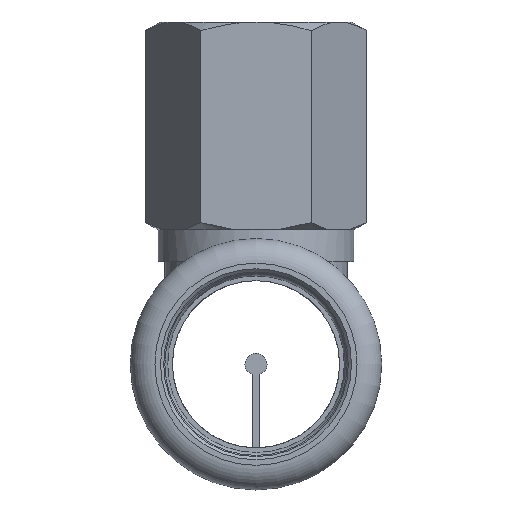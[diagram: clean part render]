
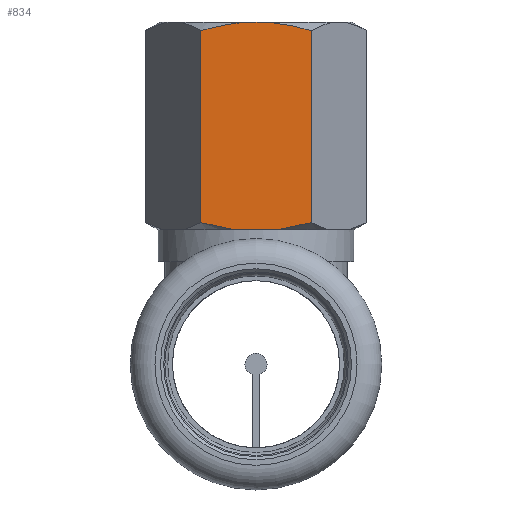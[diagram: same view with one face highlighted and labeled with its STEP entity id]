
A CAD part, left-side view. The second image highlights one B-rep face of the part: STEP entity #834.
In plain terms, the highlighted face is planar.
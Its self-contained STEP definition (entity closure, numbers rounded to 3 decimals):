
#38=(
BOUNDED_CURVE()
B_SPLINE_CURVE(2,(#1561,#1562,#1563),.UNSPECIFIED.,.F.,.F.)
B_SPLINE_CURVE_WITH_KNOTS((3,3),(0.,0.433),.UNSPECIFIED.)
CURVE()
GEOMETRIC_REPRESENTATION_ITEM()
RATIONAL_B_SPLINE_CURVE((1.,1.013,1.))
REPRESENTATION_ITEM($)
);
#39=(
BOUNDED_CURVE()
B_SPLINE_CURVE(2,(#1564,#1565,#1566),.UNSPECIFIED.,.F.,.F.)
B_SPLINE_CURVE_WITH_KNOTS((3,3),(0.703,1.406),
 .UNSPECIFIED.)
CURVE()
GEOMETRIC_REPRESENTATION_ITEM()
RATIONAL_B_SPLINE_CURVE((1.,1.038,1.))
REPRESENTATION_ITEM($)
);
#40=(
BOUNDED_CURVE()
B_SPLINE_CURVE(2,(#1568,#1569,#1570),.UNSPECIFIED.,.F.,.F.)
B_SPLINE_CURVE_WITH_KNOTS((3,3),(0.,0.703),.UNSPECIFIED.)
CURVE()
GEOMETRIC_REPRESENTATION_ITEM()
RATIONAL_B_SPLINE_CURVE((1.,1.038,1.))
REPRESENTATION_ITEM($)
);
#41=(
BOUNDED_CURVE()
B_SPLINE_CURVE(2,(#1573,#1574,#1575),.UNSPECIFIED.,.F.,.F.)
B_SPLINE_CURVE_WITH_KNOTS((3,3),(0.,0.433),.UNSPECIFIED.)
CURVE()
GEOMETRIC_REPRESENTATION_ITEM()
RATIONAL_B_SPLINE_CURVE((1.,1.013,1.))
REPRESENTATION_ITEM($)
);
#82=LINE($,#1503,#102);
#87=LINE($,#1556,#107);
#88=LINE($,#1572,#108);
#102=VECTOR($,#1150,5.4);
#107=VECTOR($,#1165,24.13);
#108=VECTOR($,#1168,24.13);
#174=PLANE($,#945);
#258=FACE_OUTER_BOUND($,#346,.T.);
#346=EDGE_LOOP($,(#703,#704,#705,#706,#707,#708,#709));
#461=VERTEX_POINT($,#1477);
#470=VERTEX_POINT($,#1500);
#471=VERTEX_POINT($,#1501);
#480=VERTEX_POINT($,#1551);
#481=VERTEX_POINT($,#1555);
#482=VERTEX_POINT($,#1567);
#483=VERTEX_POINT($,#1571);
#544=EDGE_CURVE($,#470,#471,#82,.T.);
#561=EDGE_CURVE($,#481,#480,#87,.T.);
#563=EDGE_CURVE($,#481,#470,#38,.T.);
#564=EDGE_CURVE($,#461,#480,#39,.T.);
#565=EDGE_CURVE($,#482,#461,#40,.T.);
#566=EDGE_CURVE($,#483,#482,#88,.T.);
#567=EDGE_CURVE($,#471,#483,#41,.T.);
#703=ORIENTED_EDGE($,*,*,#563,.F.);
#704=ORIENTED_EDGE($,*,*,#561,.T.);
#705=ORIENTED_EDGE($,*,*,#564,.F.);
#706=ORIENTED_EDGE($,*,*,#565,.F.);
#707=ORIENTED_EDGE($,*,*,#566,.F.);
#708=ORIENTED_EDGE($,*,*,#567,.F.);
#709=ORIENTED_EDGE($,*,*,#544,.F.);
#834=ADVANCED_FACE($,(#258),#174,.F.);
#945=AXIS2_PLACEMENT_3D($,#1560,#1166,#1167);
#1150=DIRECTION($,(0.,1.,0.));
#1165=DIRECTION($,(-1.,0.,0.));
#1166=DIRECTION('center_axis',(0.,0.,
1.));
#1167=DIRECTION('ref_axis',(0.,-1.,0.));
#1168=DIRECTION($,(-1.,0.,0.));
#1477=CARTESIAN_POINT('',(-30.1,0.,-12.));
#1500=CARTESIAN_POINT('',(-4.,-2.7,-12.));
#1501=CARTESIAN_POINT('',(-4.,2.7,-12.));
#1503=CARTESIAN_POINT($,(-4.,6.928,-12.));
#1551=CARTESIAN_POINT('',(-29.028,-6.928,-12.));
#1555=CARTESIAN_POINT('',(-4.899,-6.928,-12.));
#1556=CARTESIAN_POINT($,(-16.963,-6.928,-12.));
#1560=CARTESIAN_POINT('Origin',(-30.1,-6.928,-12.));
#1561=CARTESIAN_POINT('Ctrl Pts',(-4.899,-6.928,-12.));
#1562=CARTESIAN_POINT('Ctrl Pts',(-4.252,-4.688,-12.));
#1563=CARTESIAN_POINT('Ctrl Pts',(-4.,-2.7,-12.));
#1564=CARTESIAN_POINT('Ctrl Pts',(-30.1,0.,-12.));
#1565=CARTESIAN_POINT('Ctrl Pts',(-30.1,-3.215,-12.));
#1566=CARTESIAN_POINT('Ctrl Pts',(-29.028,-6.928,-12.));
#1567=CARTESIAN_POINT('',(-29.028,6.928,-12.));
#1568=CARTESIAN_POINT('Ctrl Pts',(-29.028,6.928,-12.));
#1569=CARTESIAN_POINT('Ctrl Pts',(-30.1,3.215,-12.));
#1570=CARTESIAN_POINT('Ctrl Pts',(-30.1,0.,-12.));
#1571=CARTESIAN_POINT('',(-4.899,6.928,-12.));
#1572=CARTESIAN_POINT($,(-16.963,6.928,-12.));
#1573=CARTESIAN_POINT('Ctrl Pts',(-4.,2.7,-12.));
#1574=CARTESIAN_POINT('Ctrl Pts',(-4.252,4.688,-12.));
#1575=CARTESIAN_POINT('Ctrl Pts',(-4.899,6.928,-12.));
